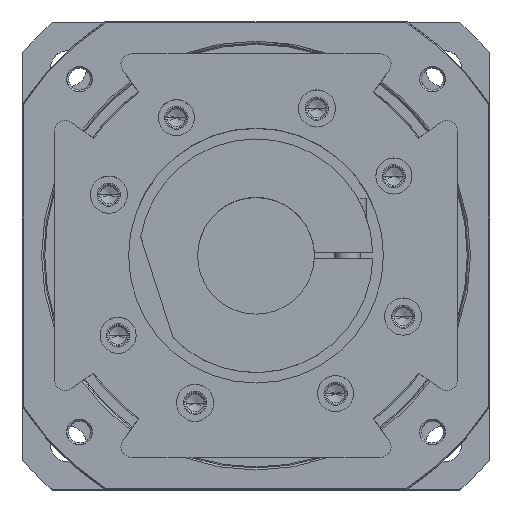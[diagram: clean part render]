
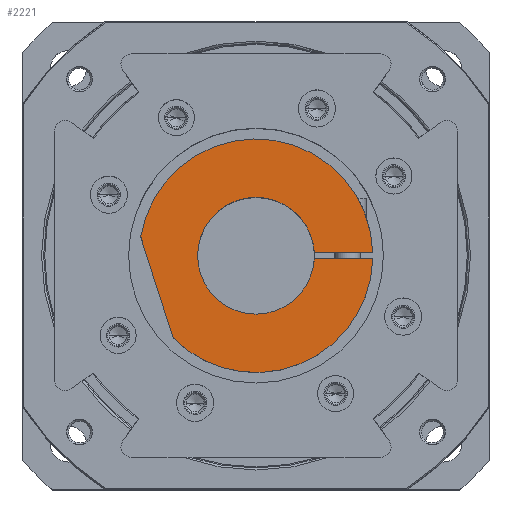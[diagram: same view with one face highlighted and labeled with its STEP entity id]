
A CAD part, top view. The second image highlights one B-rep face of the part: STEP entity #2221.
In plain terms, the highlighted planar face has unit normal (0, 0, 1).
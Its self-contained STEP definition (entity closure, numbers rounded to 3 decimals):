
#677=CARTESIAN_POINT('',(0.,0.,185.));
#678=DIRECTION('',(0.,0.,1.));
#679=DIRECTION('',(1.,0.027,0.));
#680=AXIS2_PLACEMENT_3D('',#677,#678,#679);
#682=CARTESIAN_POINT('',(0.,0.,185.));
#683=DIRECTION('',(0.,0.,1.));
#684=DIRECTION('',(-0.711,-0.704,0.));
#685=AXIS2_PLACEMENT_3D('',#682,#683,#684);
#714=DIRECTION('',(-0.305,0.953,0.));
#715=VECTOR('',#714,49.921);
#716=CARTESIAN_POINT('',(-39.081,-38.7,185.));
#717=LINE('',#716,#715);
#718=DIRECTION('',(-1.,0.,0.));
#719=VECTOR('',#718,27.52);
#720=CARTESIAN_POINT('',(54.98,1.5,185.));
#721=LINE('',#720,#719);
#722=CARTESIAN_POINT('',(0.,0.,185.));
#723=DIRECTION('',(0.,0.,1.));
#724=DIRECTION('',(0.999,0.055,0.));
#725=AXIS2_PLACEMENT_3D('',#722,#723,#724);
#727=CARTESIAN_POINT('',(0.,0.,185.));
#728=DIRECTION('',(0.,0.,-1.));
#729=DIRECTION('',(0.,-1.,0.));
#730=AXIS2_PLACEMENT_3D('',#727,#728,#729);
#732=CARTESIAN_POINT('',(0.,0.,185.));
#733=DIRECTION('',(0.,0.,1.));
#734=DIRECTION('',(0.,-1.,0.));
#735=AXIS2_PLACEMENT_3D('',#732,#733,#734);
#737=DIRECTION('',(-1.,0.,0.));
#738=VECTOR('',#737,27.52);
#739=CARTESIAN_POINT('',(54.98,-1.5,185.));
#740=LINE('',#739,#738);
#1122=CARTESIAN_POINT('',(0.,-27.5,185.));
#1124=VERTEX_POINT('',#1122);
#1126=CARTESIAN_POINT('',(0.,27.5,185.));
#1128=VERTEX_POINT('',#1126);
#1141=CARTESIAN_POINT('',(27.459,-1.5,185.));
#1142=VERTEX_POINT('',#1141);
#1143=CARTESIAN_POINT('',(27.459,1.5,185.));
#1144=VERTEX_POINT('',#1143);
#1145=CARTESIAN_POINT('',(54.98,-1.5,185.));
#1146=VERTEX_POINT('',#1145);
#1147=CARTESIAN_POINT('',(54.98,1.5,185.));
#1148=VERTEX_POINT('',#1147);
#1161=CARTESIAN_POINT('',(-39.081,-38.7,185.));
#1162=CARTESIAN_POINT('',(-54.283,8.85,185.));
#1163=VERTEX_POINT('',#1161);
#1164=VERTEX_POINT('',#1162);
#2205=CARTESIAN_POINT('',(0.,0.,185.));
#2206=DIRECTION('',(0.,0.,1.));
#2207=DIRECTION('',(0.,1.,0.));
#2208=AXIS2_PLACEMENT_3D('',#2205,#2206,#2207);
#2209=PLANE('',#2208);
#2210=ORIENTED_EDGE('',*,*,#2144,.T.);
#2211=ORIENTED_EDGE('',*,*,#2160,.F.);
#2212=ORIENTED_EDGE('',*,*,#2190,.T.);
#2213=ORIENTED_EDGE('',*,*,#2085,.T.);
#2215=ORIENTED_EDGE('',*,*,#2214,.F.);
#2216=ORIENTED_EDGE('',*,*,#2077,.T.);
#2217=ORIENTED_EDGE('',*,*,#2104,.F.);
#2218=ORIENTED_EDGE('',*,*,#2177,.F.);
#2219=EDGE_LOOP('',(#2210,#2211,#2212,#2213,#2215,#2216,#2217,#2218));
#2220=FACE_OUTER_BOUND('',#2219,.F.);
#2221=ADVANCED_FACE('',(#2220),#2209,.T.);
#681=CIRCLE('',#680,55.);
#686=CIRCLE('',#685,55.);
#726=CIRCLE('',#725,27.5);
#731=CIRCLE('',#730,27.5);
#736=CIRCLE('',#735,27.5);
#2077=EDGE_CURVE('',#1124,#1142,#736,.T.);
#2085=EDGE_CURVE('',#1144,#1128,#726,.T.);
#2104=EDGE_CURVE('',#1146,#1142,#740,.T.);
#2144=EDGE_CURVE('',#1163,#1164,#717,.T.);
#2160=EDGE_CURVE('',#1148,#1164,#681,.T.);
#2177=EDGE_CURVE('',#1163,#1146,#686,.T.);
#2190=EDGE_CURVE('',#1148,#1144,#721,.T.);
#2214=EDGE_CURVE('',#1124,#1128,#731,.T.);
